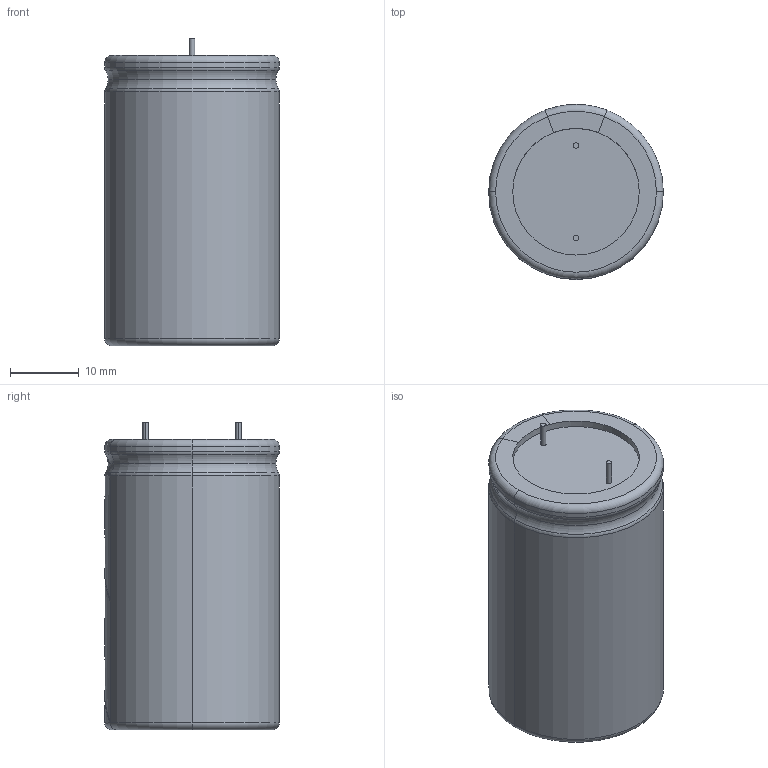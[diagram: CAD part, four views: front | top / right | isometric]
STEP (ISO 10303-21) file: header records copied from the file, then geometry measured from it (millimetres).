
FILE_DESCRIPTION (( 'STEP AP214' ), '1' );
FILE_NAME ('User Library-CE_R530_D1000_H1750.STEP', '2013-08-19T11:19:09', ( 'Windows User' ), ( '' ), 'SwSTEP 2.0', 'SolidWorks 2013', '' );
FILE_SCHEMA (( 'AUTOMOTIVE_DESIGN' ));
Length unit declared in the file: millimetre
Products named in the file (1): User Library-CE_R530_D1000_H1750
Bounding box: 25.4 x 25.4 x 44.7 mm (x, y, z)
Volume: 20977.5 mm3; surface area: 4414.8 mm2
Topology: 1 solids, 1 shells, 87 faces, 211 edges, 134 vertices
Faces by surface type: torus 40, cylinder 26, plane 21
Entity records: 3508 total; most frequent: CARTESIAN_POINT 599, DIRECTION 450, ORIENTED_EDGE 422, EDGE_CURVE 211, AXIS2_PLACEMENT_3D 191, VERTEX_POINT 134, CIRCLE 103, EDGE_LOOP 95
